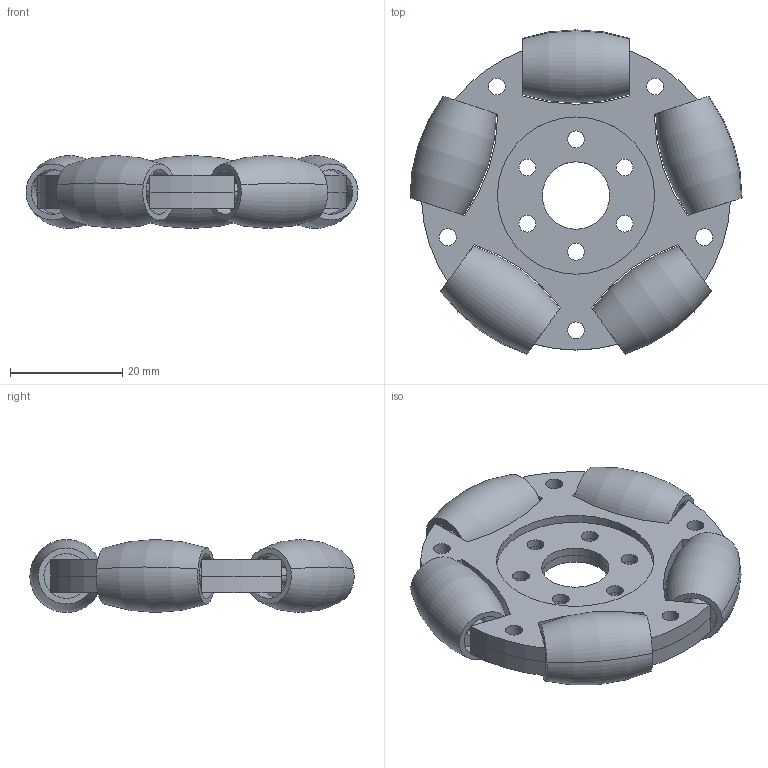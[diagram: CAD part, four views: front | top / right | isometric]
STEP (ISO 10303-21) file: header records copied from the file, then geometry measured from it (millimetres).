
FILE_DESCRIPTION (( 'STEP AP214' ), '1' );
FILE_NAME ('Plate Assembly.STEP', '2022-11-20T12:20:31', ( '' ), ( '' ), 'SwSTEP 2.0', 'SolidWorks 2022', '' );
FILE_SCHEMA (( 'AUTOMOTIVE_DESIGN' ));
Length unit declared in the file: millimetre
Products named in the file (5): Roller; Plate; Pin; Roller assenbly; Plate Assembly
Assembly tree (9 placements, depth 3):
  Plate Assembly
    Plate  x2
    Roller assenbly  x5
      Roller
      Pin
Bounding box: 59.1 x 57.72 x 13 mm (x, y, z)
Volume: 15081.2 mm3; surface area: 14231.2 mm2
Topology: 12 solids, 12 shells, 238 faces, 586 edges, 384 vertices
Faces by surface type: cylinder 132, plane 76, cone 20, torus 10
Entity records: 3088 total; most frequent: DIRECTION 558, CARTESIAN_POINT 494, ORIENTED_EDGE 472, EDGE_CURVE 236, AXIS2_PLACEMENT_3D 220, VERTEX_POINT 156, EDGE_LOOP 118, VECTOR 118
